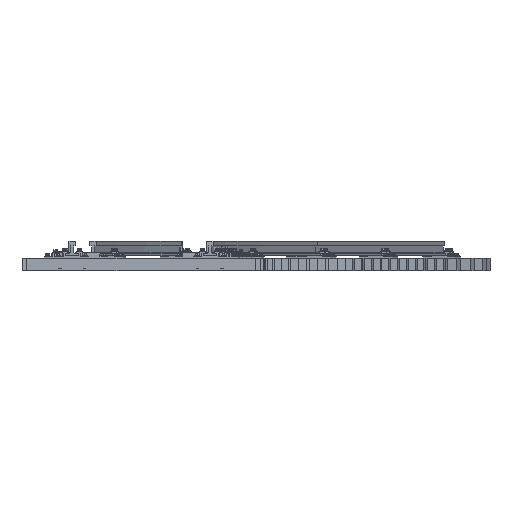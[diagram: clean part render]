
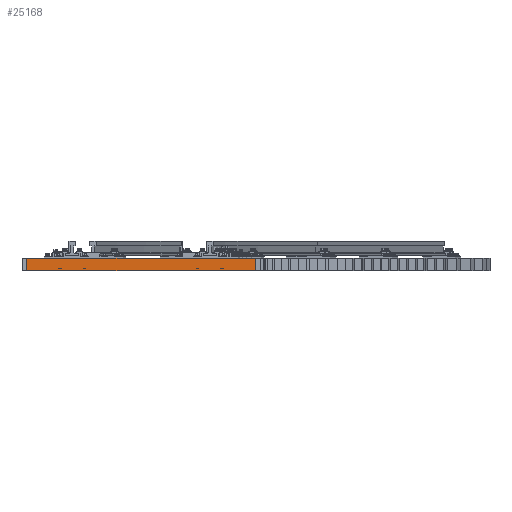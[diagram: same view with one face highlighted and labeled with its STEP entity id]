
A CAD part, left-side view. The second image highlights one B-rep face of the part: STEP entity #25168.
In plain terms, the highlighted planar face has unit normal (-1, 0, 0).
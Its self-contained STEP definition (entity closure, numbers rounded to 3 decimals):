
#966=PLANE('',#26839);
#2065=FACE_OUTER_BOUND('',#3508,.T.);
#3508=EDGE_LOOP('',(#17815,#17816,#17817,#17818));
#5551=LINE('',#36225,#8404);
#5559=LINE('',#36240,#8412);
#5560=LINE('',#36242,#8413);
#5561=LINE('',#36243,#8414);
#8404=VECTOR('',#29030,10.);
#8412=VECTOR('',#29042,10.);
#8413=VECTOR('',#29045,10.);
#8414=VECTOR('',#29046,10.);
#11933=VERTEX_POINT('',#36222);
#11934=VERTEX_POINT('',#36224);
#11938=VERTEX_POINT('',#36236);
#11939=VERTEX_POINT('',#36238);
#14275=EDGE_CURVE('',#11933,#11934,#5551,.T.);
#14283=EDGE_CURVE('',#11938,#11939,#5559,.T.);
#14284=EDGE_CURVE('',#11933,#11938,#5560,.T.);
#14285=EDGE_CURVE('',#11934,#11939,#5561,.T.);
#17815=ORIENTED_EDGE('',*,*,#14284,.T.);
#17816=ORIENTED_EDGE('',*,*,#14283,.T.);
#17817=ORIENTED_EDGE('',*,*,#14285,.F.);
#17818=ORIENTED_EDGE('',*,*,#14275,.F.);
#25168=ADVANCED_FACE('',(#2065),#966,.T.);
#26839=AXIS2_PLACEMENT_3D('',#36241,#29043,#29044);
#29030=DIRECTION('',(0.,0.,1.));
#29042=DIRECTION('',(0.,0.,1.));
#29043=DIRECTION('center_axis',(-1.,0.,0.));
#29044=DIRECTION('ref_axis',(0.,-1.,0.));
#29045=DIRECTION('',(0.,-1.,0.));
#29046=DIRECTION('',(0.,-1.,0.));
#36222=CARTESIAN_POINT('',(-5.8,27.8,0.));
#36224=CARTESIAN_POINT('',(-5.8,27.8,3.));
#36225=CARTESIAN_POINT('',(-5.8,27.8,0.));
#36236=CARTESIAN_POINT('',(-5.8,-27.8,0.));
#36238=CARTESIAN_POINT('',(-5.8,-27.8,3.));
#36240=CARTESIAN_POINT('',(-5.8,-27.8,0.));
#36241=CARTESIAN_POINT('Origin',(-5.8,27.8,0.));
#36242=CARTESIAN_POINT('',(-5.8,27.8,0.));
#36243=CARTESIAN_POINT('',(-5.8,27.8,3.));
